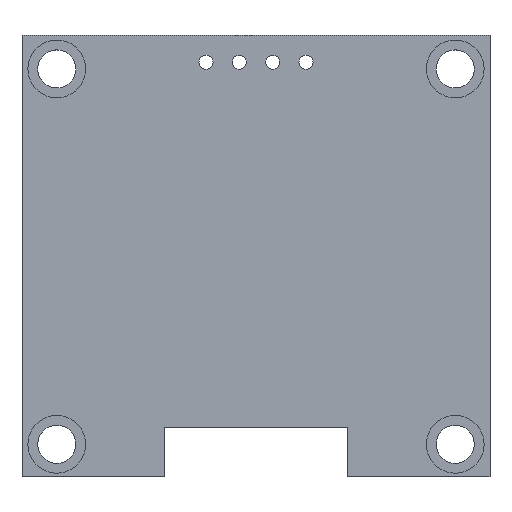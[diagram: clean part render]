
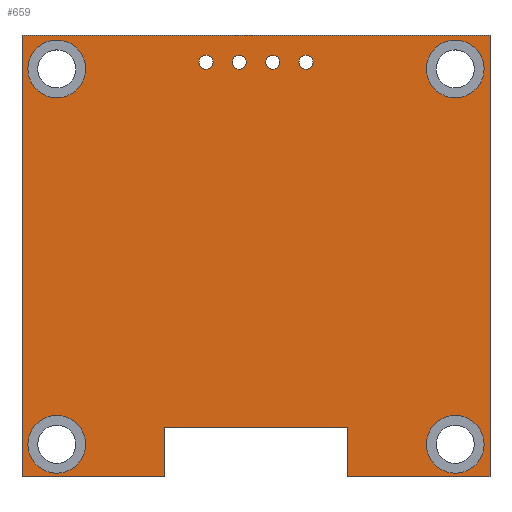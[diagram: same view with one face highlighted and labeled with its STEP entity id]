
A CAD part, top view. The second image highlights one B-rep face of the part: STEP entity #659.
In plain terms, the highlighted planar face has unit normal (0, 0, 1).
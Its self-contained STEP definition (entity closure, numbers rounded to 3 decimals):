
#30=FACE_BOUND('',#178,.T.);
#31=FACE_BOUND('',#179,.T.);
#32=FACE_BOUND('',#180,.T.);
#33=FACE_BOUND('',#181,.T.);
#34=FACE_BOUND('',#182,.T.);
#35=FACE_BOUND('',#183,.T.);
#36=FACE_BOUND('',#184,.T.);
#37=FACE_BOUND('',#185,.T.);
#93=PLANE('',#733);
#125=FACE_OUTER_BOUND('',#177,.T.);
#177=EDGE_LOOP('',(#588,#589,#590,#591,#592,#593,#594,#595));
#178=EDGE_LOOP('',(#596));
#179=EDGE_LOOP('',(#597));
#180=EDGE_LOOP('',(#598));
#181=EDGE_LOOP('',(#599));
#182=EDGE_LOOP('',(#600));
#183=EDGE_LOOP('',(#601));
#184=EDGE_LOOP('',(#602));
#185=EDGE_LOOP('',(#603));
#212=LINE('',#981,#268);
#216=LINE('',#989,#272);
#219=LINE('',#995,#275);
#222=LINE('',#1011,#278);
#229=LINE('',#1024,#285);
#232=LINE('',#1030,#288);
#237=LINE('',#1037,#293);
#240=LINE('',#1047,#296);
#268=VECTOR('',#798,1000.);
#272=VECTOR('',#804,1000.);
#275=VECTOR('',#809,1000.);
#278=VECTOR('',#826,1000.);
#285=VECTOR('',#835,1000.);
#288=VECTOR('',#840,1000.);
#293=VECTOR('',#849,1000.);
#296=VECTOR('',#862,1000.);
#303=CIRCLE('',#680,0.538);
#305=CIRCLE('',#683,0.538);
#307=CIRCLE('',#686,0.538);
#309=CIRCLE('',#689,0.538);
#312=CIRCLE('',#702,2.2);
#320=CIRCLE('',#725,2.2);
#322=CIRCLE('',#728,2.2);
#324=CIRCLE('',#731,2.2);
#327=VERTEX_POINT('',#920);
#329=VERTEX_POINT('',#926);
#331=VERTEX_POINT('',#932);
#333=VERTEX_POINT('',#938);
#348=VERTEX_POINT('',#979);
#349=VERTEX_POINT('',#980);
#352=VERTEX_POINT('',#988);
#354=VERTEX_POINT('',#994);
#358=VERTEX_POINT('',#1005);
#360=VERTEX_POINT('',#1010);
#364=VERTEX_POINT('',#1021);
#365=VERTEX_POINT('',#1023);
#367=VERTEX_POINT('',#1029);
#374=VERTEX_POINT('',#1064);
#376=VERTEX_POINT('',#1069);
#378=VERTEX_POINT('',#1074);
#382=EDGE_CURVE('',#327,#327,#303,.T.);
#385=EDGE_CURVE('',#329,#329,#305,.T.);
#388=EDGE_CURVE('',#331,#331,#307,.T.);
#391=EDGE_CURVE('',#333,#333,#309,.T.);
#410=EDGE_CURVE('',#348,#349,#212,.T.);
#414=EDGE_CURVE('',#349,#352,#216,.T.);
#417=EDGE_CURVE('',#352,#354,#219,.T.);
#422=EDGE_CURVE('',#358,#358,#312,.T.);
#424=EDGE_CURVE('',#348,#360,#222,.T.);
#431=EDGE_CURVE('',#365,#364,#229,.T.);
#434=EDGE_CURVE('',#367,#365,#232,.T.);
#439=EDGE_CURVE('',#364,#354,#237,.T.);
#444=EDGE_CURVE('',#360,#367,#240,.T.);
#450=EDGE_CURVE('',#374,#374,#320,.T.);
#452=EDGE_CURVE('',#376,#376,#322,.T.);
#454=EDGE_CURVE('',#378,#378,#324,.T.);
#588=ORIENTED_EDGE('',*,*,#417,.F.);
#589=ORIENTED_EDGE('',*,*,#414,.F.);
#590=ORIENTED_EDGE('',*,*,#410,.F.);
#591=ORIENTED_EDGE('',*,*,#424,.T.);
#592=ORIENTED_EDGE('',*,*,#444,.T.);
#593=ORIENTED_EDGE('',*,*,#434,.T.);
#594=ORIENTED_EDGE('',*,*,#431,.T.);
#595=ORIENTED_EDGE('',*,*,#439,.T.);
#596=ORIENTED_EDGE('',*,*,#382,.T.);
#597=ORIENTED_EDGE('',*,*,#385,.T.);
#598=ORIENTED_EDGE('',*,*,#388,.T.);
#599=ORIENTED_EDGE('',*,*,#391,.T.);
#600=ORIENTED_EDGE('',*,*,#422,.T.);
#601=ORIENTED_EDGE('',*,*,#452,.T.);
#602=ORIENTED_EDGE('',*,*,#454,.T.);
#603=ORIENTED_EDGE('',*,*,#450,.T.);
#659=ADVANCED_FACE('',(#125,#30,#31,#32,#33,#34,#35,#36,#37),#93,.T.);
#680=AXIS2_PLACEMENT_3D('',#922,#745,#746);
#683=AXIS2_PLACEMENT_3D('',#928,#752,#753);
#686=AXIS2_PLACEMENT_3D('',#934,#759,#760);
#689=AXIS2_PLACEMENT_3D('',#940,#766,#767);
#702=AXIS2_PLACEMENT_3D('',#1006,#820,#821);
#725=AXIS2_PLACEMENT_3D('',#1065,#886,#887);
#728=AXIS2_PLACEMENT_3D('',#1070,#892,#893);
#731=AXIS2_PLACEMENT_3D('',#1075,#898,#899);
#733=AXIS2_PLACEMENT_3D('',#1078,#902,#903);
#745=DIRECTION('center_axis',(0.,0.,-1.));
#746=DIRECTION('ref_axis',(-1.,0.,0.));
#752=DIRECTION('center_axis',(0.,0.,-1.));
#753=DIRECTION('ref_axis',(-1.,0.,0.));
#759=DIRECTION('center_axis',(0.,0.,-1.));
#760=DIRECTION('ref_axis',(-1.,0.,0.));
#766=DIRECTION('center_axis',(0.,0.,-1.));
#767=DIRECTION('ref_axis',(-1.,0.,0.));
#798=DIRECTION('',(0.,1.,0.));
#804=DIRECTION('',(-1.,0.,0.));
#809=DIRECTION('',(0.,-1.,0.));
#820=DIRECTION('center_axis',(0.,0.,-1.));
#821=DIRECTION('ref_axis',(1.,0.,0.));
#826=DIRECTION('',(1.,0.,0.));
#835=DIRECTION('',(0.,-1.,0.));
#840=DIRECTION('',(-1.,0.,0.));
#849=DIRECTION('',(1.,0.,0.));
#862=DIRECTION('',(0.,1.,0.));
#886=DIRECTION('center_axis',(0.,0.,-1.));
#887=DIRECTION('ref_axis',(1.,0.,0.));
#892=DIRECTION('center_axis',(0.,0.,-1.));
#893=DIRECTION('ref_axis',(1.,0.,0.));
#898=DIRECTION('center_axis',(0.,0.,-1.));
#899=DIRECTION('ref_axis',(1.,0.,0.));
#902=DIRECTION('center_axis',(0.,0.,1.));
#903=DIRECTION('ref_axis',(1.,0.,0.));
#920=CARTESIAN_POINT('',(-0.732,14.75,1.2));
#922=CARTESIAN_POINT('Origin',(-1.27,14.75,1.2));
#926=CARTESIAN_POINT('',(1.808,14.75,1.2));
#928=CARTESIAN_POINT('Origin',(1.27,14.75,1.2));
#932=CARTESIAN_POINT('',(-3.272,14.75,1.2));
#934=CARTESIAN_POINT('Origin',(-3.81,14.75,1.2));
#938=CARTESIAN_POINT('',(4.348,14.75,1.2));
#940=CARTESIAN_POINT('Origin',(3.81,14.75,1.2));
#979=CARTESIAN_POINT('',(7.,-16.8,1.2));
#980=CARTESIAN_POINT('',(7.,-13.05,1.2));
#981=CARTESIAN_POINT('',(7.,-13.05,1.2));
#988=CARTESIAN_POINT('',(-7.,-13.05,1.2));
#989=CARTESIAN_POINT('',(7.,-13.05,1.2));
#994=CARTESIAN_POINT('',(-7.,-16.8,1.2));
#995=CARTESIAN_POINT('',(-7.,-13.05,1.2));
#1005=CARTESIAN_POINT('',(-17.375,14.25,1.2));
#1006=CARTESIAN_POINT('Origin',(-15.175,14.25,1.2));
#1010=CARTESIAN_POINT('',(17.825,-16.8,1.2));
#1011=CARTESIAN_POINT('',(-17.825,-16.8,1.2));
#1021=CARTESIAN_POINT('',(-17.825,-16.8,1.2));
#1023=CARTESIAN_POINT('',(-17.825,16.8,1.2));
#1024=CARTESIAN_POINT('',(-17.825,16.8,1.2));
#1029=CARTESIAN_POINT('',(17.825,16.8,1.2));
#1030=CARTESIAN_POINT('',(-17.825,16.8,1.2));
#1037=CARTESIAN_POINT('',(-17.825,-16.8,1.2));
#1047=CARTESIAN_POINT('',(17.825,16.8,1.2));
#1064=CARTESIAN_POINT('',(12.975,14.25,1.2));
#1065=CARTESIAN_POINT('Origin',(15.175,14.25,1.2));
#1069=CARTESIAN_POINT('',(-17.375,-14.35,1.2));
#1070=CARTESIAN_POINT('Origin',(-15.175,-14.35,1.2));
#1074=CARTESIAN_POINT('',(12.975,-14.35,1.2));
#1075=CARTESIAN_POINT('Origin',(15.175,-14.35,1.2));
#1078=CARTESIAN_POINT('Origin',(0.,0.,1.2));
